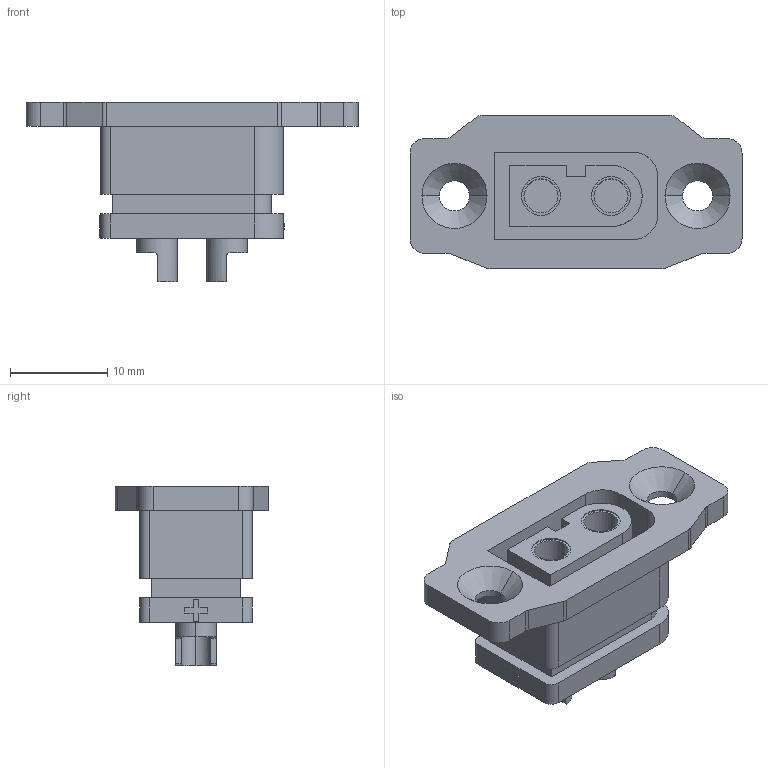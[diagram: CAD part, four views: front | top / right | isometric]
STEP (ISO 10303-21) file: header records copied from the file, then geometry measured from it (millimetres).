
FILE_DESCRIPTION (( 'STEP AP214' ), '1' );
FILE_NAME ('8F8F650E-6F53-4E83-B893-3344C99F06E7.STEP', '2024-11-26T12:29:44', ( '' ), ( '' ), 'SwSTEP 2.0', 'SolidWorks 2022', '' );
FILE_SCHEMA (( 'AUTOMOTIVE_DESIGN' ));
Length unit declared in the file: millimetre
Products named in the file (1): 8F8F650E-6F53-4E83-B893-3344C99F06E7
Bounding box: 34.15 x 15.8 x 18.5 mm (x, y, z)
Volume: 2582.3 mm3; surface area: 3317.3 mm2
Topology: 1 solids, 1 shells, 146 faces, 385 edges, 252 vertices
Faces by surface type: plane 82, cylinder 56, cone 8
Entity records: 4971 total; most frequent: CARTESIAN_POINT 860, DIRECTION 767, ORIENTED_EDGE 762, EDGE_CURVE 381, LINE 257, VECTOR 257, AXIS2_PLACEMENT_3D 255, VERTEX_POINT 252
